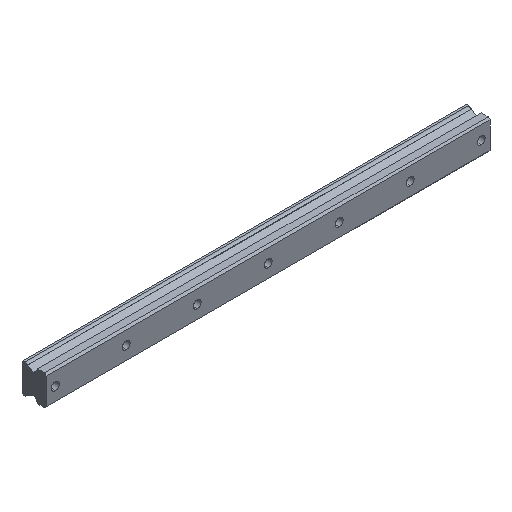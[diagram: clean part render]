
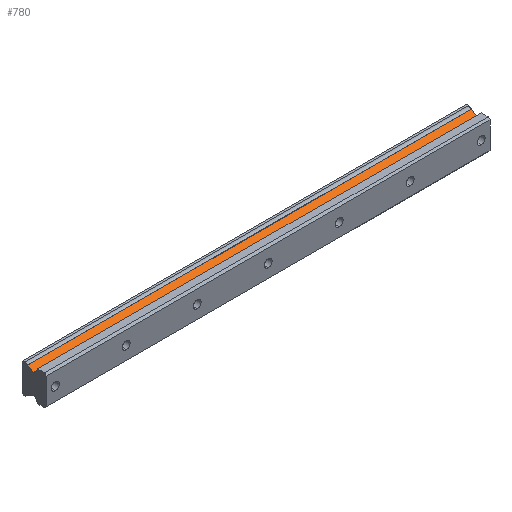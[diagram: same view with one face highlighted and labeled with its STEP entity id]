
A CAD part, isometric view. The second image highlights one B-rep face of the part: STEP entity #780.
In plain terms, the highlighted planar face has unit normal (0, -0.499, 0.867).
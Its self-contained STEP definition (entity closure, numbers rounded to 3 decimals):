
#12 = VERTEX_POINT ( 'NONE', #961 ) ;
#75 = DIRECTION ( 'NONE',  ( 0., -0.867, -0.499 ) ) ;
#108 = EDGE_CURVE ( 'NONE', #393, #1570, #111, .T. ) ;
#111 = LINE ( 'NONE', #1492, #1393 ) ;
#221 = CARTESIAN_POINT ( 'NONE',  ( 490., 21.02, 15.006 ) ) ;
#234 = CARTESIAN_POINT ( 'NONE',  ( 490., 14.475, 11.24 ) ) ;
#341 = CARTESIAN_POINT ( 'NONE',  ( -10., 21.02, 15.006 ) ) ;
#393 = VERTEX_POINT ( 'NONE', #341 ) ;
#397 = ORIENTED_EDGE ( 'NONE', *, *, #1018, .T. ) ;
#478 = EDGE_CURVE ( 'NONE', #1541, #12, #1454, .T. ) ;
#494 = CARTESIAN_POINT ( 'NONE',  ( 490., 21.02, 15.006 ) ) ;
#500 = ORIENTED_EDGE ( 'NONE', *, *, #108, .F. ) ;
#544 = DIRECTION ( 'NONE',  ( 0., 0.499, -0.867 ) ) ;
#570 = DIRECTION ( 'NONE',  ( 1., 0., 0. ) ) ;
#691 = EDGE_CURVE ( 'NONE', #1570, #1541, #1249, .T. ) ;
#780 = ADVANCED_FACE ( 'NONE', ( #1112 ), #1880, .F. ) ;
#801 = ORIENTED_EDGE ( 'NONE', *, *, #478, .F. ) ;
#811 = AXIS2_PLACEMENT_3D ( 'NONE', #221, #544, #1443 ) ;
#961 = CARTESIAN_POINT ( 'NONE',  ( -10., 14.475, 11.24 ) ) ;
#963 = LINE ( 'NONE', #1571, #1830 ) ;
#1010 = VECTOR ( 'NONE', #1789, 1000. ) ;
#1018 = EDGE_CURVE ( 'NONE', #393, #12, #963, .T. ) ;
#1112 = FACE_OUTER_BOUND ( 'NONE', #1567, .T. ) ;
#1249 = LINE ( 'NONE', #494, #1700 ) ;
#1393 = VECTOR ( 'NONE', #570, 1000. ) ;
#1443 = DIRECTION ( 'NONE',  ( 0., 0.867, 0.499 ) ) ;
#1454 = LINE ( 'NONE', #234, #1010 ) ;
#1492 = CARTESIAN_POINT ( 'NONE',  ( 490., 21.02, 15.006 ) ) ;
#1541 = VERTEX_POINT ( 'NONE', #1551 ) ;
#1551 = CARTESIAN_POINT ( 'NONE',  ( 490., 14.475, 11.24 ) ) ;
#1567 = EDGE_LOOP ( 'NONE', ( #801, #1911, #500, #397 ) ) ;
#1570 = VERTEX_POINT ( 'NONE', #1711 ) ;
#1571 = CARTESIAN_POINT ( 'NONE',  ( -10., 21.02, 15.006 ) ) ;
#1574 = DIRECTION ( 'NONE',  ( 0., -0.867, -0.499 ) ) ;
#1700 = VECTOR ( 'NONE', #1574, 1000. ) ;
#1711 = CARTESIAN_POINT ( 'NONE',  ( 490., 21.02, 15.006 ) ) ;
#1789 = DIRECTION ( 'NONE',  ( -1., 0., 0. ) ) ;
#1830 = VECTOR ( 'NONE', #75, 1000. ) ;
#1880 = PLANE ( 'NONE',  #811 ) ;
#1911 = ORIENTED_EDGE ( 'NONE', *, *, #691, .F. ) ;
